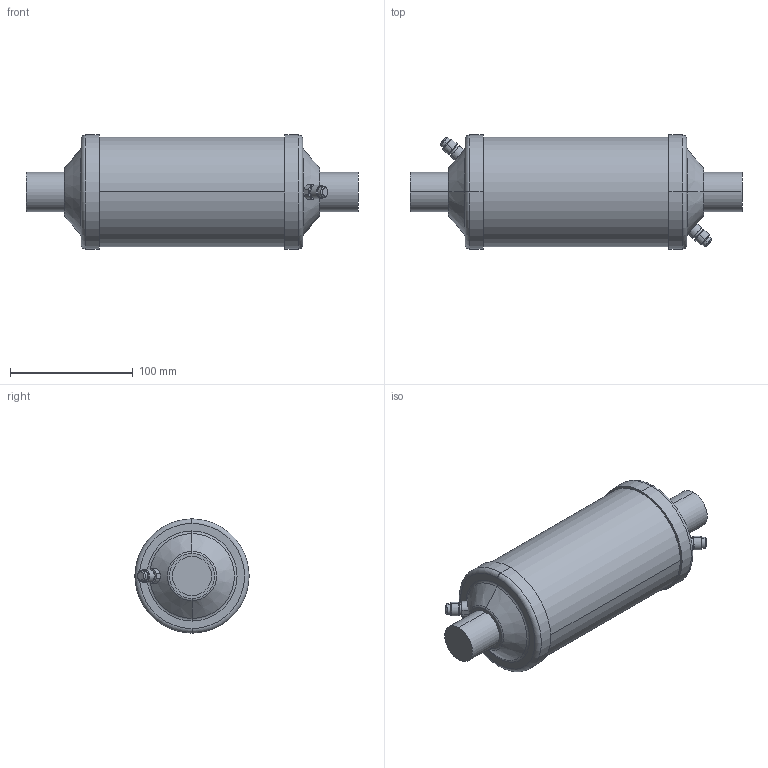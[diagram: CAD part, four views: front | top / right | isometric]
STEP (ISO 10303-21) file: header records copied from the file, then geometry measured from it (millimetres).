
FILE_DESCRIPTION (( 'STEP AP203' ), '1' );
FILE_NAME ('023Z1025R - DAS 419sVV.STEP', '2022-12-22T12:16:15', ( '' ), ( '' ), 'SwSTEP 2.0', 'SolidWorks 2020', '' );
FILE_SCHEMA (( 'CONFIG_CONTROL_DESIGN' ));
Length unit declared in the file: millimetre
Products named in the file (1): 023Z1025R - DAS 419sVV
Bounding box: 270 x 92.9 x 92.9 mm (x, y, z)
Volume: 1252499.1 mm3; surface area: 73792.5 mm2
Topology: 1 solids, 1 shells, 86 faces, 186 edges, 116 vertices
Faces by surface type: cylinder 34, plane 24, cone 16, torus 12
Entity records: 2537 total; most frequent: CARTESIAN_POINT 521, DIRECTION 448, ORIENTED_EDGE 372, AXIS2_PLACEMENT_3D 193, EDGE_CURVE 186, VERTEX_POINT 116, CIRCLE 106, EDGE_LOOP 100
